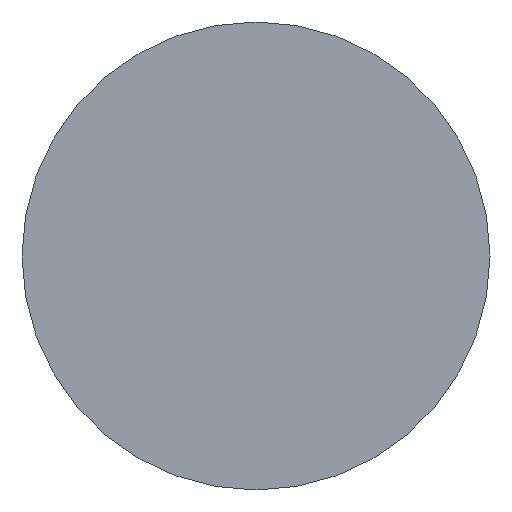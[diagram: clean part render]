
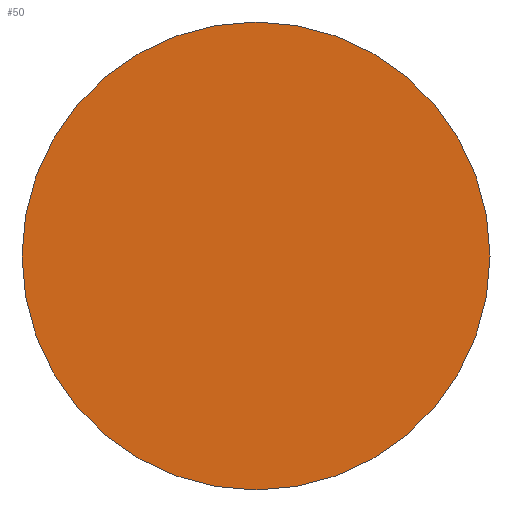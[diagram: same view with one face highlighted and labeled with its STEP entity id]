
A CAD part, top view. The second image highlights one B-rep face of the part: STEP entity #50.
In plain terms, the highlighted planar face has unit normal (0, 0, 1).
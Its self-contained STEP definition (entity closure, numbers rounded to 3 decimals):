
#37=PLANE('',#131);
#41=FACE_OUTER_BOUND('',#61,.T.);
#50=ADVANCED_FACE('',(#41),#37,.T.);
#61=EDGE_LOOP('',(#72));
#72=ORIENTED_EDGE('',*,*,#82,.T.);
#77=VERTEX_POINT('',#170);
#82=EDGE_CURVE('',#77,#77,#97,.T.);
#97=CIRCLE('',#123,3.175);
#123=AXIS2_PLACEMENT_3D('',#169,#141,#142);
#131=AXIS2_PLACEMENT_3D('',#184,#159,#160);
#141=DIRECTION('',(0.,0.,1.));
#142=DIRECTION('',(1.,0.,0.));
#159=DIRECTION('',(0.,0.,1.));
#160=DIRECTION('',(1.,0.,0.));
#169=CARTESIAN_POINT('',(0.,0.,0.));
#170=CARTESIAN_POINT('',(3.175,0.,0.));
#184=CARTESIAN_POINT('',(0.,0.,0.));
